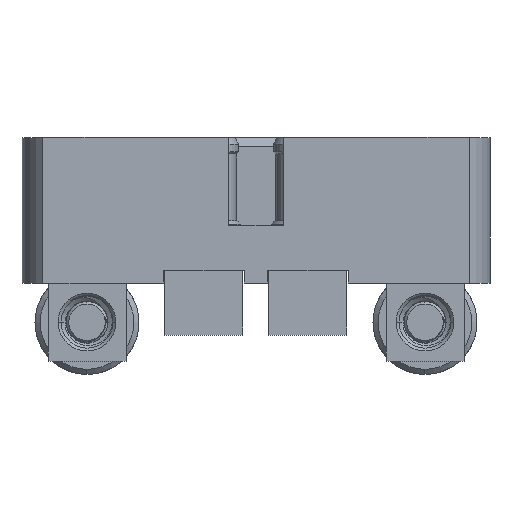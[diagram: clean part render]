
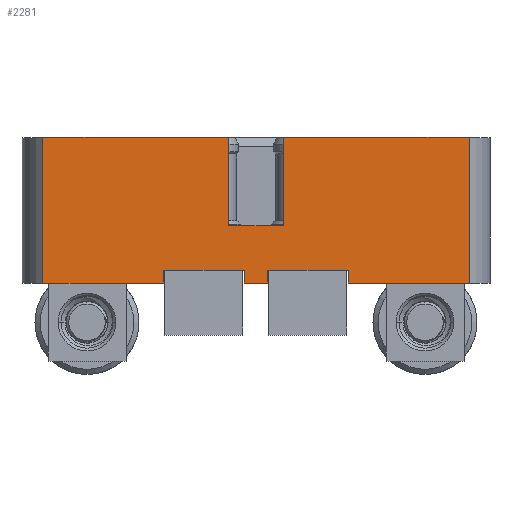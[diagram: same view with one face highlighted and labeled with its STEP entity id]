
A CAD part, top view. The second image highlights one B-rep face of the part: STEP entity #2281.
In plain terms, the highlighted planar face has unit normal (0, 0, 1).
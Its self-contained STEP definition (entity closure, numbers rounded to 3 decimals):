
#133=DIRECTION('',(-1.,0.,0.));
#134=VECTOR('',#133,7.15);
#135=CARTESIAN_POINT('',(8.2,3.4,2.775));
#136=LINE('',#135,#134);
#154=DIRECTION('',(-1.,0.,0.));
#155=VECTOR('',#154,7.15);
#156=CARTESIAN_POINT('',(-1.05,3.4,2.775));
#157=LINE('',#156,#155);
#527=DIRECTION('',(-1.,0.,0.));
#528=VECTOR('',#527,4.65);
#529=CARTESIAN_POINT('',(-3.55,-2.2,2.775));
#530=LINE('',#529,#528);
#555=DIRECTION('',(-1.,0.,0.));
#556=VECTOR('',#555,0.9);
#557=CARTESIAN_POINT('',(0.45,-2.2,2.775));
#558=LINE('',#557,#556);
#569=DIRECTION('',(-1.,0.,0.));
#570=VECTOR('',#569,4.65);
#571=CARTESIAN_POINT('',(8.2,-2.2,2.775));
#572=LINE('',#571,#570);
#864=DIRECTION('',(0.,1.,0.));
#865=VECTOR('',#864,0.5);
#866=CARTESIAN_POINT('',(0.45,-2.2,2.775));
#867=LINE('',#866,#865);
#871=DIRECTION('',(0.,1.,0.));
#872=VECTOR('',#871,0.5);
#873=CARTESIAN_POINT('',(-0.45,-2.2,2.775));
#874=LINE('',#873,#872);
#878=DIRECTION('',(-1.,0.,0.));
#879=VECTOR('',#878,3.1);
#880=CARTESIAN_POINT('',(-0.45,-1.7,2.775));
#881=LINE('',#880,#879);
#885=DIRECTION('',(0.,1.,0.));
#886=VECTOR('',#885,0.5);
#887=CARTESIAN_POINT('',(-3.55,-2.2,2.775));
#888=LINE('',#887,#886);
#892=DIRECTION('',(0.,-1.,0.));
#893=VECTOR('',#892,3.4);
#894=CARTESIAN_POINT('',(-1.05,3.4,2.775));
#895=LINE('',#894,#893);
#899=DIRECTION('',(-1.,0.,0.));
#900=VECTOR('',#899,2.1);
#901=CARTESIAN_POINT('',(1.05,0.,2.775));
#902=LINE('',#901,#900);
#906=DIRECTION('',(0.,-1.,0.));
#907=VECTOR('',#906,3.4);
#908=CARTESIAN_POINT('',(1.05,3.4,2.775));
#909=LINE('',#908,#907);
#913=DIRECTION('',(0.,-1.,0.));
#914=VECTOR('',#913,5.6);
#915=CARTESIAN_POINT('',(8.2,3.4,2.775));
#916=LINE('',#915,#914);
#920=DIRECTION('',(0.,1.,0.));
#921=VECTOR('',#920,0.5);
#922=CARTESIAN_POINT('',(3.55,-2.2,2.775));
#923=LINE('',#922,#921);
#927=DIRECTION('',(-1.,0.,0.));
#928=VECTOR('',#927,3.1);
#929=CARTESIAN_POINT('',(3.55,-1.7,2.775));
#930=LINE('',#929,#928);
#1104=DIRECTION('',(0.,-1.,0.));
#1105=VECTOR('',#1104,5.6);
#1106=CARTESIAN_POINT('',(-8.2,3.4,2.775));
#1107=LINE('',#1106,#1105);
#1409=CARTESIAN_POINT('',(1.05,0.,2.775));
#1410=CARTESIAN_POINT('',(-1.05,0.,2.775));
#1411=VERTEX_POINT('',#1409);
#1412=VERTEX_POINT('',#1410);
#1413=CARTESIAN_POINT('',(-1.05,3.4,2.775));
#1414=VERTEX_POINT('',#1413);
#1415=CARTESIAN_POINT('',(1.05,3.4,2.775));
#1416=VERTEX_POINT('',#1415);
#1417=CARTESIAN_POINT('',(8.2,3.4,2.775));
#1418=VERTEX_POINT('',#1417);
#1419=CARTESIAN_POINT('',(-8.2,3.4,2.775));
#1420=VERTEX_POINT('',#1419);
#1479=CARTESIAN_POINT('',(8.2,-2.2,2.775));
#1480=VERTEX_POINT('',#1479);
#1481=CARTESIAN_POINT('',(-8.2,-2.2,2.775));
#1483=VERTEX_POINT('',#1481);
#1573=CARTESIAN_POINT('',(-3.55,-2.2,2.775));
#1575=VERTEX_POINT('',#1573);
#1577=CARTESIAN_POINT('',(-0.45,-2.2,2.775));
#1579=VERTEX_POINT('',#1577);
#1581=CARTESIAN_POINT('',(-3.55,-1.7,2.775));
#1582=VERTEX_POINT('',#1581);
#1583=CARTESIAN_POINT('',(-0.45,-1.7,2.775));
#1584=VERTEX_POINT('',#1583);
#1629=CARTESIAN_POINT('',(0.45,-2.2,2.775));
#1631=VERTEX_POINT('',#1629);
#1633=CARTESIAN_POINT('',(3.55,-2.2,2.775));
#1635=VERTEX_POINT('',#1633);
#1637=CARTESIAN_POINT('',(0.45,-1.7,2.775));
#1638=VERTEX_POINT('',#1637);
#1639=CARTESIAN_POINT('',(3.55,-1.7,2.775));
#1640=VERTEX_POINT('',#1639);
#2248=CARTESIAN_POINT('',(8.2,3.4,2.775));
#2249=DIRECTION('',(0.,0.,1.));
#2250=DIRECTION('',(-1.,0.,0.));
#2251=AXIS2_PLACEMENT_3D('',#2248,#2249,#2250);
#2252=PLANE('',#2251);
#2254=ORIENTED_EDGE('',*,*,#2253,.F.);
#2255=ORIENTED_EDGE('',*,*,#1986,.T.);
#2257=ORIENTED_EDGE('',*,*,#2256,.T.);
#2259=ORIENTED_EDGE('',*,*,#2258,.T.);
#2260=ORIENTED_EDGE('',*,*,#2239,.F.);
#2261=ORIENTED_EDGE('',*,*,#1952,.T.);
#2263=ORIENTED_EDGE('',*,*,#2262,.F.);
#2264=ORIENTED_EDGE('',*,*,#1694,.F.);
#2266=ORIENTED_EDGE('',*,*,#2265,.T.);
#2268=ORIENTED_EDGE('',*,*,#2267,.F.);
#2270=ORIENTED_EDGE('',*,*,#2269,.F.);
#2271=ORIENTED_EDGE('',*,*,#1678,.F.);
#2273=ORIENTED_EDGE('',*,*,#2272,.T.);
#2274=ORIENTED_EDGE('',*,*,#1998,.T.);
#2276=ORIENTED_EDGE('',*,*,#2275,.T.);
#2278=ORIENTED_EDGE('',*,*,#2277,.T.);
#2279=EDGE_LOOP('',(#2254,#2255,#2257,#2259,#2260,#2261,#2263,#2264,#2266,#2268,
#2270,#2271,#2273,#2274,#2276,#2278));
#2280=FACE_OUTER_BOUND('',#2279,.F.);
#2281=ADVANCED_FACE('',(#2280),#2252,.T.);
#1678=EDGE_CURVE('',#1418,#1416,#136,.T.);
#1694=EDGE_CURVE('',#1414,#1420,#157,.T.);
#1952=EDGE_CURVE('',#1575,#1483,#530,.T.);
#1986=EDGE_CURVE('',#1631,#1579,#558,.T.);
#1998=EDGE_CURVE('',#1480,#1635,#572,.T.);
#2239=EDGE_CURVE('',#1575,#1582,#888,.T.);
#2253=EDGE_CURVE('',#1631,#1638,#867,.T.);
#2256=EDGE_CURVE('',#1579,#1584,#874,.T.);
#2258=EDGE_CURVE('',#1584,#1582,#881,.T.);
#2262=EDGE_CURVE('',#1420,#1483,#1107,.T.);
#2265=EDGE_CURVE('',#1414,#1412,#895,.T.);
#2267=EDGE_CURVE('',#1411,#1412,#902,.T.);
#2269=EDGE_CURVE('',#1416,#1411,#909,.T.);
#2272=EDGE_CURVE('',#1418,#1480,#916,.T.);
#2275=EDGE_CURVE('',#1635,#1640,#923,.T.);
#2277=EDGE_CURVE('',#1640,#1638,#930,.T.);
